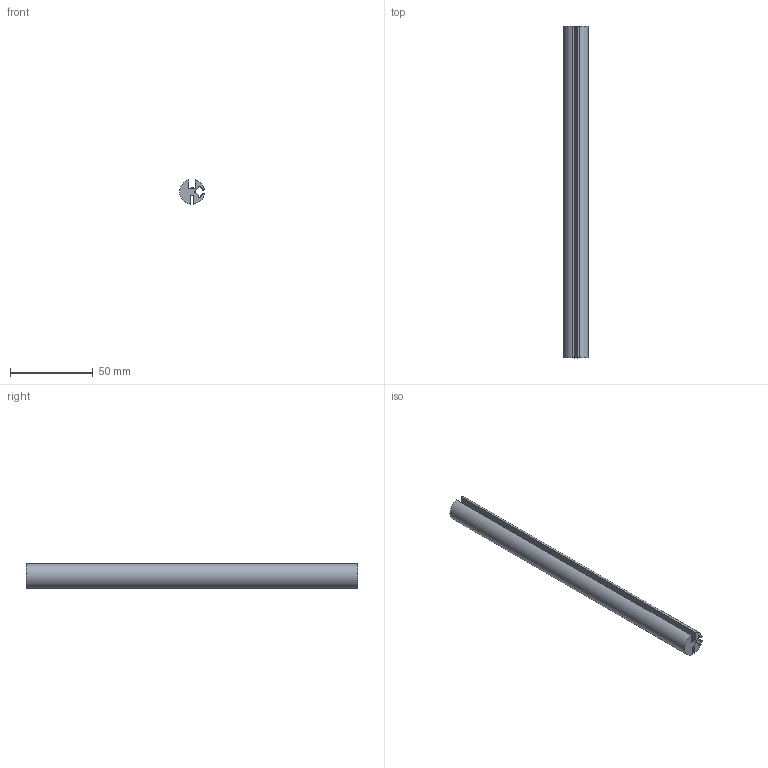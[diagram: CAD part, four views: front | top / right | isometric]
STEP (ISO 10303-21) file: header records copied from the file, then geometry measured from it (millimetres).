
FILE_DESCRIPTION((''),'2;1');
FILE_NAME('','2006-11-07T16:09:12',(''),(''),'','CADfix','');
FILE_SCHEMA(('AUTOMOTIVE_DESIGN'));
Length unit declared in the file: millimetre
Products named in the file (1): gasket
Bounding box: 14.81 x 200 x 14.66 mm (x, y, z)
Volume: 24706.8 mm3; surface area: 17326.4 mm2
Topology: 1 solids, 1 shells, 32 faces, 90 edges, 60 vertices
Faces by surface type: bspline 32
Entity records: 997 total; most frequent: CARTESIAN_POINT 457, ORIENTED_EDGE 180, EDGE_CURVE 90, QUASI_UNIFORM_CURVE 70, VERTEX_POINT 60, EDGE_LOOP 32, FACE_OUTER_BOUND 32, ADVANCED_FACE 32
